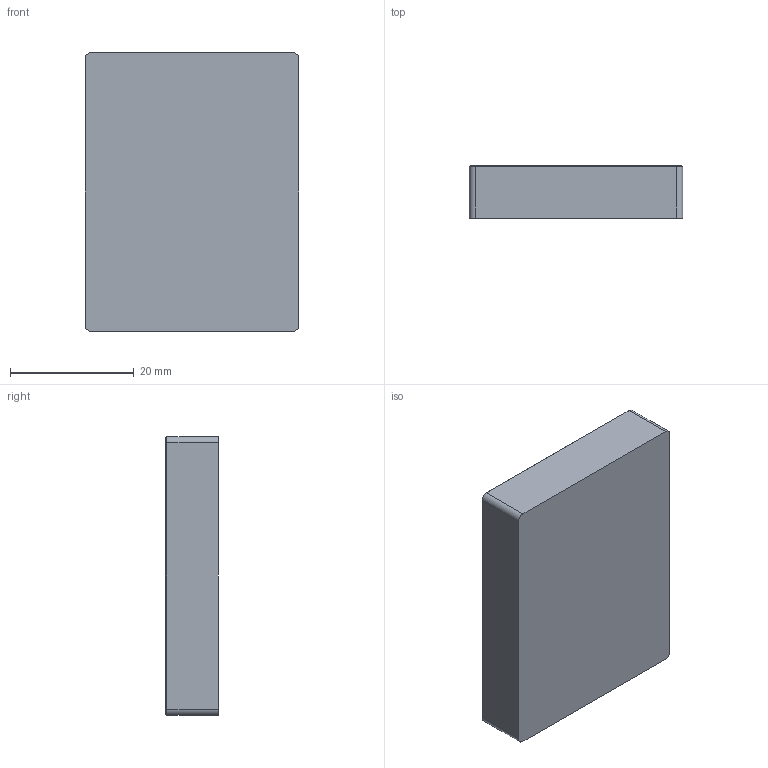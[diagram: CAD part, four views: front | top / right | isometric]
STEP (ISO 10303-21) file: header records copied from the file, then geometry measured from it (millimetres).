
FILE_DESCRIPTION(/* description */ (''),/* implementation_level */ '2;1');
FILE_NAME(/* name */ 'tiny-breadboard v2.step',/* time_stamp */ '2017-03-14T18:50:11+09:00',/* author */ (''),/* organization */ (''),/* preprocessor_version */ 'ST-DEVELOPER v16.5',/* originating_system */ 'Autodesk Translation Framework v5.2.0.2920',/* authorisation */ '');
FILE_SCHEMA (('AUTOMOTIVE_DESIGN { 1 0 10303 214 3 1 1 }'));
Length unit declared in the file: millimetre
Products named in the file (1): tiny-breadboard v2
Bounding box: 34.5 x 8.5 x 45 mm (x, y, z)
Volume: 12302.5 mm3; surface area: 7228.9 mm2
Topology: 1 solids, 1 shells, 1557 faces, 3460 edges, 2076 vertices
Faces by surface type: plane 1549, cone 4, cylinder 4
Entity records: 41212 total; most frequent: CARTESIAN_POINT 7094, ORIENTED_EDGE 6920, DIRECTION 6588, EDGE_CURVE 3460, LINE 3448, VECTOR 3448, VERTEX_POINT 2076, EDGE_LOOP 1728
